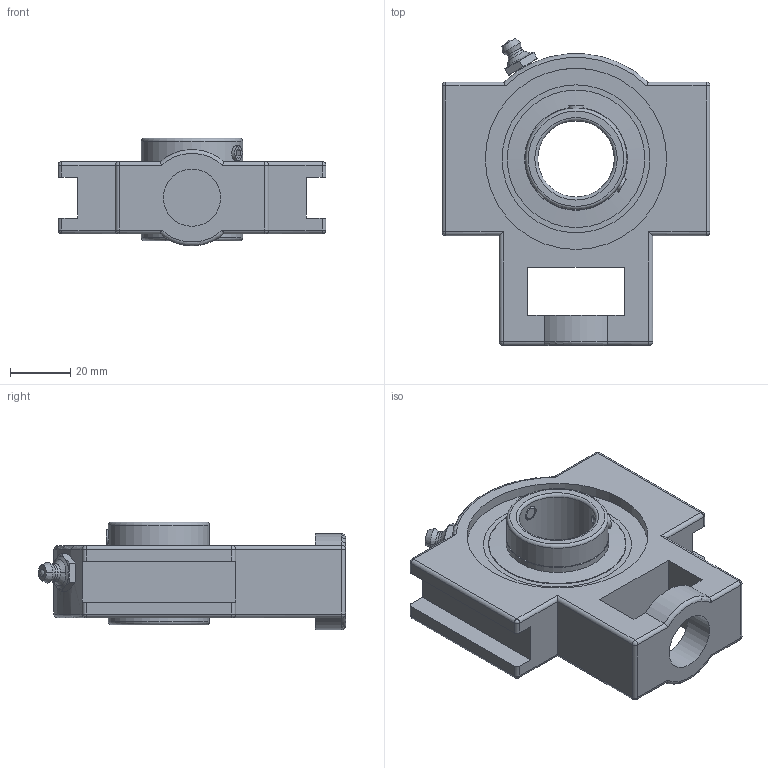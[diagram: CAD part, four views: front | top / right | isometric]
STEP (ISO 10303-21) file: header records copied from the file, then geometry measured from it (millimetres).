
FILE_DESCRIPTION(('HOOPS Exchange Step'),'2;1');
FILE_NAME('export-F42A0A67-BA3F-44FA-9257-9DE083605392.stp','2019-11-12T09:31:34-08:00',('dkerr'),('Alibre'),'HOOPS Exchange 2019.2','Alibre','Unknown authorisation');
FILE_SCHEMA( ('AP242_MANAGED_MODEL_BASED_3D_ENGINEERING_MIM_LF {1 0 10303 442 1 1 4 }') );
Length unit declared in the file: inch
Products named in the file (7): ZERK 6mm; MRN ST 205 MACHINED FOR ENDCAP; SUC 205-16 SHIELD; SUC 205-16 RACES; 205 SS; MRN SUC 205-16; MRN SUCTM 205-16
Assembly tree (8 placements, depth 3):
  MRN SUCTM 205-16
    ZERK 6mm
    MRN ST 205 MACHINED FOR ENDCAP
    MRN SUC 205-16
      SUC 205-16 SHIELD  x2
      SUC 205-16 RACES
      205 SS  x2
Bounding box: 89 x 102.03 x 35.8 mm (x, y, z)
Volume: 103612.6 mm3; surface area: 42119.2 mm2
Topology: 8 solids, 8 shells, 205 faces, 519 edges, 314 vertices
Faces by surface type: cylinder 68, plane 68, cone 28, sphere 21, torus 16, bspline 4
Full cylindrical faces by diameter (mm): 1.504 x2, 4.917 x4, 6 x2, 19 x1, 25.4 x1, 33.655 x1, 33.68 x2, 34.188 x2, 45.72 x3, 56.878 x1, 60.25 x1
Entity records: 8736 total; most frequent: CARTESIAN_POINT 4084, DIRECTION 993, ORIENTED_EDGE 912, EDGE_CURVE 456, AXIS2_PLACEMENT_3D 405, VERTEX_POINT 283, EDGE_LOOP 211, FACE_BOUND 211
